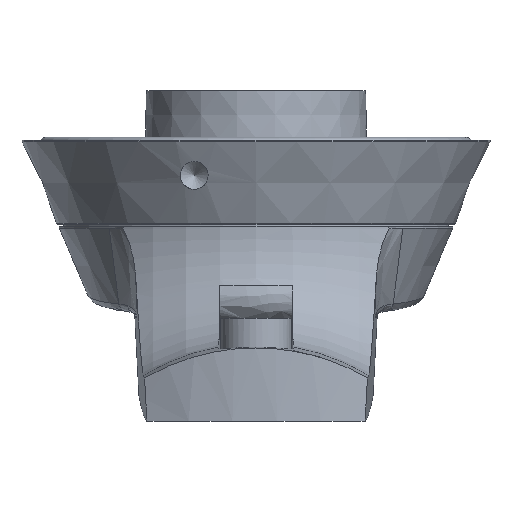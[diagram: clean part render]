
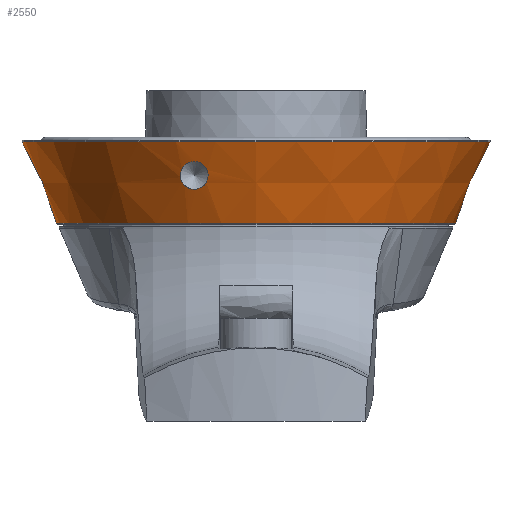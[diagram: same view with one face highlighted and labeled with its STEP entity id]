
A CAD part, front view. The second image highlights one B-rep face of the part: STEP entity #2550.
In plain terms, the highlighted conical face has half-angle 23 degrees and reference radius 32.25 mm.
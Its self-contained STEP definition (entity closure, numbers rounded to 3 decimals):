
#1697=CONICAL_SURFACE('',#18747,32.25,23.);
#2550=ADVANCED_FACE('',(#3438,#3439,#3440),#1697,.T.);
#3438=FACE_BOUND('',#4298,.T.);
#3439=FACE_BOUND('',#4299,.T.);
#3440=FACE_BOUND('',#4300,.T.);
#4298=EDGE_LOOP('',(#10717));
#4299=EDGE_LOOP('',(#10718));
#4300=EDGE_LOOP('',(#10719));
#7038=CIRCLE('',#18741,37.896);
#7040=CIRCLE('',#18746,32.302);
#10717=ORIENTED_EDGE('',*,*,#16108,.F.);
#10718=ORIENTED_EDGE('',*,*,#16106,.T.);
#10719=ORIENTED_EDGE('',*,*,#16104,.T.);
#13773=VERTEX_POINT('',#33402);
#13775=VERTEX_POINT('',#33407);
#13777=VERTEX_POINT('',#33414);
#16104=EDGE_CURVE('',#13773,#13773,#17702,.T.);
#16106=EDGE_CURVE('',#13775,#13775,#7038,.T.);
#16108=EDGE_CURVE('',#13777,#13777,#7040,.T.);
#17702=B_SPLINE_CURVE_WITH_KNOTS('',3,(#33344,#33345,#33346,#33347,#33348,
#33349,#33350,#33351,#33352,#33353,#33354,#33355,#33356,#33357,#33358,#33359,
#33360,#33361,#33362,#33363,#33364,#33365,#33366,#33367,#33368,#33369,#33370,
#33371,#33372,#33373,#33374,#33375,#33376,#33377,#33378,#33379,#33380,#33381,
#33382,#33383,#33384,#33385,#33386,#33387,#33388,#33389,#33390,#33391,#33392,
#33393,#33394,#33395,#33396,#33397,#33398,#33399,#33400,#33401),
 .UNSPECIFIED.,.T.,.F.,(1,3,3,3,3,3,3,3,3,3,3,3,3,3,3,3,3,3,3,3,3,1),(-0.027,
0.,0.059,0.119,0.184,0.249,
0.299,0.349,0.394,0.439,
0.485,0.537,0.594,0.655,
0.717,0.778,0.834,0.883,
0.929,0.973,1.,1.059),.UNSPECIFIED.);
#18741=AXIS2_PLACEMENT_3D('',#33406,#21557,#21558);
#18746=AXIS2_PLACEMENT_3D('',#33413,#21567,#21568);
#18747=AXIS2_PLACEMENT_3D('',#33415,#21569,#21570);
#21557=DIRECTION('',(0.,0.,-1.));
#21558=DIRECTION('',(0.,-1.,0.));
#21567=DIRECTION('',(0.,0.,-1.));
#21568=DIRECTION('',(1.,0.,0.));
#21569=DIRECTION('',(0.,0.,1.));
#21570=DIRECTION('',(1.,0.,0.));
#33344=CARTESIAN_POINT('',(-12.226,-33.291,7.574));
#33345=CARTESIAN_POINT('',(-12.266,-33.4,7.848));
#33346=CARTESIAN_POINT('',(-12.254,-33.529,8.124));
#33347=CARTESIAN_POINT('',(-12.198,-33.666,8.382));
#33348=CARTESIAN_POINT('',(-12.142,-33.802,8.638));
#33349=CARTESIAN_POINT('',(-12.04,-33.949,8.883));
#33350=CARTESIAN_POINT('',(-11.903,-34.095,9.1));
#33351=CARTESIAN_POINT('',(-11.752,-34.255,9.339));
#33352=CARTESIAN_POINT('',(-11.554,-34.418,9.552));
#33353=CARTESIAN_POINT('',(-11.322,-34.57,9.721));
#33354=CARTESIAN_POINT('',(-11.087,-34.723,9.892));
#33355=CARTESIAN_POINT('',(-10.808,-34.869,10.022));
#33356=CARTESIAN_POINT('',(-10.511,-34.989,10.091));
#33357=CARTESIAN_POINT('',(-10.285,-35.08,10.144));
#33358=CARTESIAN_POINT('',(-10.042,-35.158,10.163));
#33359=CARTESIAN_POINT('',(-9.801,-35.216,10.141));
#33360=CARTESIAN_POINT('',(-9.559,-35.274,10.12));
#33361=CARTESIAN_POINT('',(-9.312,-35.312,10.057));
#33362=CARTESIAN_POINT('',(-9.084,-35.326,9.955));
#33363=CARTESIAN_POINT('',(-8.877,-35.339,9.863));
#33364=CARTESIAN_POINT('',(-8.681,-35.333,9.737));
#33365=CARTESIAN_POINT('',(-8.511,-35.308,9.587));
#33366=CARTESIAN_POINT('',(-8.346,-35.284,9.441));
#33367=CARTESIAN_POINT('',(-8.202,-35.243,9.27));
#33368=CARTESIAN_POINT('',(-8.089,-35.19,9.087));
#33369=CARTESIAN_POINT('',(-7.969,-35.133,8.894));
#33370=CARTESIAN_POINT('',(-7.879,-35.061,8.683));
#33371=CARTESIAN_POINT('',(-7.823,-34.981,8.469));
#33372=CARTESIAN_POINT('',(-7.762,-34.893,8.235));
#33373=CARTESIAN_POINT('',(-7.74,-34.792,7.991));
#33374=CARTESIAN_POINT('',(-7.755,-34.686,7.756));
#33375=CARTESIAN_POINT('',(-7.771,-34.569,7.496));
#33376=CARTESIAN_POINT('',(-7.834,-34.444,7.24));
#33377=CARTESIAN_POINT('',(-7.935,-34.318,7.005));
#33378=CARTESIAN_POINT('',(-8.045,-34.183,6.754));
#33379=CARTESIAN_POINT('',(-8.202,-34.044,6.52));
#33380=CARTESIAN_POINT('',(-8.395,-33.91,6.323));
#33381=CARTESIAN_POINT('',(-8.592,-33.774,6.122));
#33382=CARTESIAN_POINT('',(-8.833,-33.639,5.955));
#33383=CARTESIAN_POINT('',(-9.097,-33.516,5.839));
#33384=CARTESIAN_POINT('',(-9.352,-33.398,5.728));
#33385=CARTESIAN_POINT('',(-9.637,-33.287,5.661));
#33386=CARTESIAN_POINT('',(-9.925,-33.197,5.651));
#33387=CARTESIAN_POINT('',(-10.19,-33.114,5.642));
#33388=CARTESIAN_POINT('',(-10.466,-33.045,5.682));
#33389=CARTESIAN_POINT('',(-10.726,-33.,5.77));
#33390=CARTESIAN_POINT('',(-10.958,-32.96,5.849));
#33391=CARTESIAN_POINT('',(-11.183,-32.938,5.97));
#33392=CARTESIAN_POINT('',(-11.379,-32.939,6.122));
#33393=CARTESIAN_POINT('',(-11.559,-32.939,6.262));
#33394=CARTESIAN_POINT('',(-11.719,-32.959,6.432));
#33395=CARTESIAN_POINT('',(-11.848,-32.996,6.616));
#33396=CARTESIAN_POINT('',(-11.974,-33.032,6.797));
#33397=CARTESIAN_POINT('',(-12.072,-33.087,6.997));
#33398=CARTESIAN_POINT('',(-12.138,-33.154,7.2));
#33399=CARTESIAN_POINT('',(-12.179,-33.195,7.323));
#33400=CARTESIAN_POINT('',(-12.208,-33.241,7.449));
#33401=CARTESIAN_POINT('',(-12.226,-33.291,7.574));
#33402=CARTESIAN_POINT('',(-12.226,-33.291,7.574));
#33406=CARTESIAN_POINT('',(0.,0.,13.3));
#33407=CARTESIAN_POINT('',(0.,-37.896,13.3));
#33413=CARTESIAN_POINT('',(0.,0.,0.122));
#33414=CARTESIAN_POINT('',(-32.302,0.,0.122));
#33415=CARTESIAN_POINT('',(0.,0.,0.));
